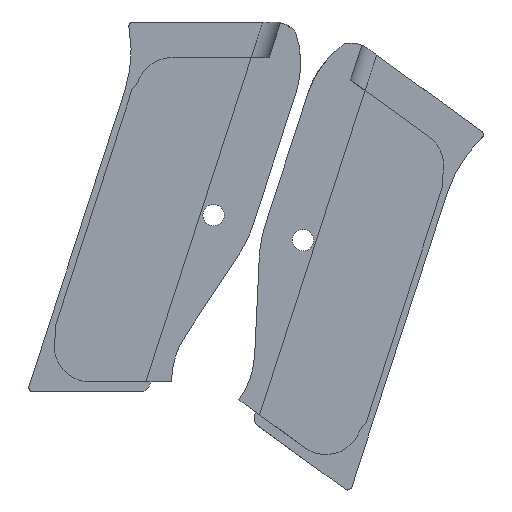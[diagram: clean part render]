
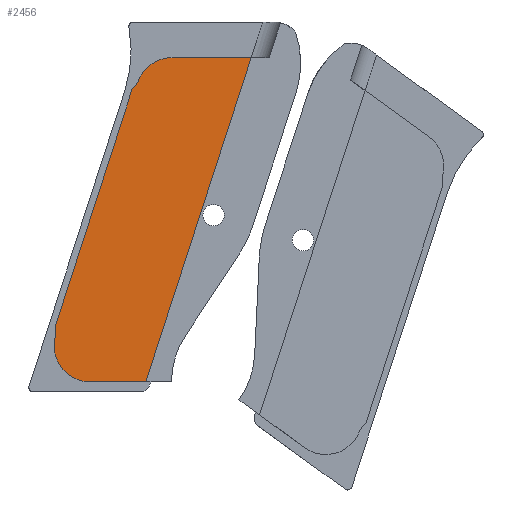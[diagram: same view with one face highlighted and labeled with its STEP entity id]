
A CAD part, front view. The second image highlights one B-rep face of the part: STEP entity #2456.
In plain terms, the highlighted planar face has unit normal (0, -1, 0).
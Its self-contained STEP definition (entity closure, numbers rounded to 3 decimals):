
#23 = CARTESIAN_POINT ( 'NONE',  ( 6.94, -2., -8.472 ) ) ;
#25 = ORIENTED_EDGE ( 'NONE', *, *, #2019, .F. ) ;
#54 = EDGE_CURVE ( 'NONE', #1107, #1660, #2056, .T. ) ;
#184 = ORIENTED_EDGE ( 'NONE', *, *, #54, .F. ) ;
#194 = ORIENTED_EDGE ( 'NONE', *, *, #361, .F. ) ;
#233 = CARTESIAN_POINT ( 'NONE',  ( 2.146, -2., -1.677 ) ) ;
#255 = VERTEX_POINT ( 'NONE', #1067 ) ;
#312 = CARTESIAN_POINT ( 'NONE',  ( 25.445, -2., 0. ) ) ;
#338 = CARTESIAN_POINT ( 'NONE',  ( -20.333, -2., -62.58 ) ) ;
#361 = EDGE_CURVE ( 'NONE', #255, #1107, #909, .T. ) ;
#370 = VERTEX_POINT ( 'NONE', #469 ) ;
#450 = ORIENTED_EDGE ( 'NONE', *, *, #2177, .F. ) ;
#469 = CARTESIAN_POINT ( 'NONE',  ( -12.2, -2., -75.85 ) ) ;
#471 = DIRECTION ( 'NONE',  ( -1., 0., 0. ) ) ;
#494 = DIRECTION ( 'NONE',  ( 1., 0., 0. ) ) ;
#495 = DIRECTION ( 'NONE',  ( 0., 1., 0. ) ) ;
#678 = EDGE_CURVE ( 'NONE', #1566, #1600, #1113, .T. ) ;
#718 = DIRECTION ( 'NONE',  ( 0.309, 0., 0.951 ) ) ;
#749 = VECTOR ( 'NONE', #471, 1000. ) ;
#765 = EDGE_CURVE ( 'NONE', #1791, #864, #2371, .T. ) ;
#779 = CIRCLE ( 'NONE', #1863, 8.472 ) ;
#781 = PLANE ( 'NONE',  #1045 ) ;
#800 = VECTOR ( 'NONE', #494, 1000. ) ;
#864 = VERTEX_POINT ( 'NONE', #2484 ) ;
#880 = CARTESIAN_POINT ( 'NONE',  ( 0.8, -2., -75.85 ) ) ;
#888 = DIRECTION ( 'NONE',  ( 0., -1., 0. ) ) ;
#909 = LINE ( 'NONE', #1767, #800 ) ;
#1045 = AXIS2_PLACEMENT_3D ( 'NONE', #1641, #888, #1709 ) ;
#1067 = CARTESIAN_POINT ( 'NONE',  ( 6.94, -2., 0. ) ) ;
#1088 = DIRECTION ( 'NONE',  ( 0.616, 0., 0.788 ) ) ;
#1107 = VERTEX_POINT ( 'NONE', #312 ) ;
#1113 = LINE ( 'NONE', #2176, #1653 ) ;
#1203 = VECTOR ( 'NONE', #2285, 1000. ) ;
#1216 = FACE_OUTER_BOUND ( 'NONE', #2573, .T. ) ;
#1339 = DIRECTION ( 'NONE',  ( -0.035, 0., 0.999 ) ) ;
#1389 = ORIENTED_EDGE ( 'NONE', *, *, #678, .F. ) ;
#1503 = CARTESIAN_POINT ( 'NONE',  ( -24.645, -2., -75.85 ) ) ;
#1540 = VECTOR ( 'NONE', #718, 1000. ) ;
#1566 = VERTEX_POINT ( 'NONE', #1586 ) ;
#1586 = CARTESIAN_POINT ( 'NONE',  ( -20.257, -2., -64.76 ) ) ;
#1600 = VERTEX_POINT ( 'NONE', #338 ) ;
#1641 = CARTESIAN_POINT ( 'NONE',  ( 0., -2., 0. ) ) ;
#1653 = VECTOR ( 'NONE', #1339, 1000. ) ;
#1660 = VERTEX_POINT ( 'NONE', #880 ) ;
#1709 = DIRECTION ( 'NONE',  ( 0., 0., -1. ) ) ;
#1728 = DIRECTION ( 'NONE',  ( 0., 1., 0. ) ) ;
#1737 = EDGE_CURVE ( 'NONE', #1660, #370, #1944, .T. ) ;
#1756 = DIRECTION ( 'NONE',  ( 0., 0., -1. ) ) ;
#1767 = CARTESIAN_POINT ( 'NONE',  ( 0., -2., 0. ) ) ;
#1770 = DIRECTION ( 'NONE',  ( 0., 0., -1. ) ) ;
#1782 = VECTOR ( 'NONE', #1088, 1000. ) ;
#1791 = VERTEX_POINT ( 'NONE', #2658 ) ;
#1825 = CARTESIAN_POINT ( 'NONE',  ( -24.645, -2., -75.85 ) ) ;
#1863 = AXIS2_PLACEMENT_3D ( 'NONE', #2241, #495, #1770 ) ;
#1944 = LINE ( 'NONE', #1503, #749 ) ;
#1984 = AXIS2_PLACEMENT_3D ( 'NONE', #23, #1728, #1756 ) ;
#2000 = ORIENTED_EDGE ( 'NONE', *, *, #2161, .F. ) ;
#2019 = EDGE_CURVE ( 'NONE', #1600, #1791, #2643, .T. ) ;
#2056 = LINE ( 'NONE', #2238, #1203 ) ;
#2113 = ORIENTED_EDGE ( 'NONE', *, *, #1737, .F. ) ;
#2161 = EDGE_CURVE ( 'NONE', #370, #1566, #779, .T. ) ;
#2171 = ORIENTED_EDGE ( 'NONE', *, *, #765, .F. ) ;
#2176 = CARTESIAN_POINT ( 'NONE',  ( -22.491, -2., -0.785 ) ) ;
#2177 = EDGE_CURVE ( 'NONE', #864, #255, #2389, .T. ) ;
#2238 = CARTESIAN_POINT ( 'NONE',  ( 0.8, -2., -75.85 ) ) ;
#2241 = CARTESIAN_POINT ( 'NONE',  ( -12.2, -2., -67.378 ) ) ;
#2285 = DIRECTION ( 'NONE',  ( -0.309, 0., -0.951 ) ) ;
#2371 = LINE ( 'NONE', #233, #1782 ) ;
#2389 = CIRCLE ( 'NONE', #1984, 8.472 ) ;
#2456 = ADVANCED_FACE ( 'NONE', ( #1216 ), #781, .T. ) ;
#2484 = CARTESIAN_POINT ( 'NONE',  ( -1.118, -2., -5.854 ) ) ;
#2573 = EDGE_LOOP ( 'NONE', ( #450, #2171, #25, #1389, #2000, #2113, #184, #194 ) ) ;
#2643 = LINE ( 'NONE', #1825, #1540 ) ;
#2658 = CARTESIAN_POINT ( 'NONE',  ( -2.461, -2., -7.573 ) ) ;
